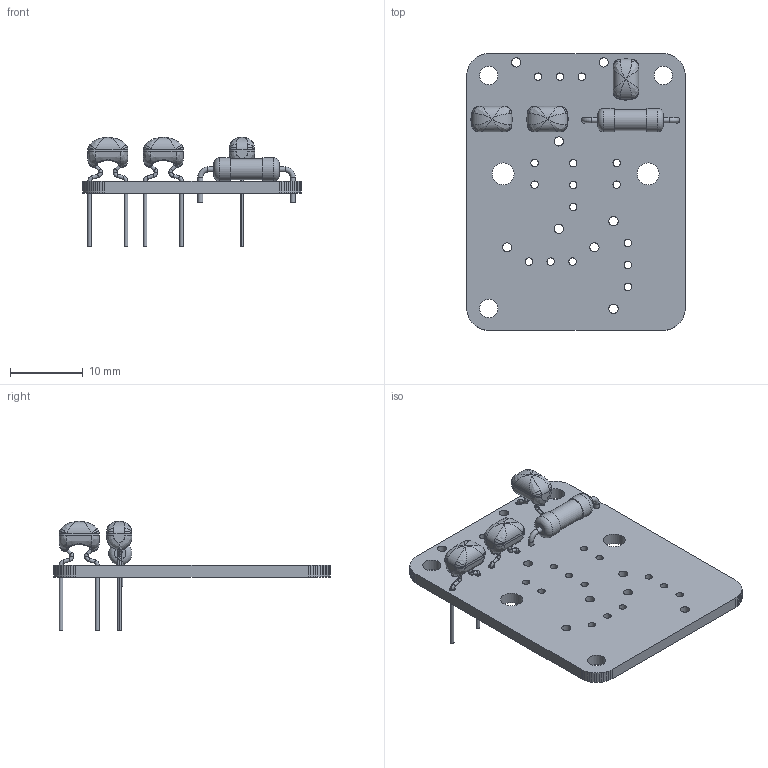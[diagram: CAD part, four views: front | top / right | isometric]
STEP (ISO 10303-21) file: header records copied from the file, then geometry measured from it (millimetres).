
FILE_DESCRIPTION(('KiCad electronic assembly'),'2;1');
FILE_NAME('EQModule.step','2024-07-18T01:32:32',('Pcbnew'),('Kicad'), 'Open CASCADE STEP processor 7.7','KiCad to STEP converter','Unknown' );
FILE_SCHEMA(('AUTOMOTIVE_DESIGN { 1 0 10303 214 1 1 1 1 }'));
Length unit declared in the file: millimetre
Products named in the file (6): EQModule 1; R_Axial_DIN0309_L9.0mm_D3.2mm_P12.70mm_Horizontal; R_Axial_DIN0309_L90mm_D32mm_P1270mm_Horizontal; FG26C0G2J102JNT06; FG26X7S2A225KRT06; EQModule PCB
Assembly tree (7 placements, depth 3):
  EQModule 1
    R_Axial_DIN0309_L9.0mm_D3.2mm_P12.70mm_Horizontal
      R_Axial_DIN0309_L90mm_D32mm_P1270mm_Horizontal
    FG26C0G2J102JNT06  x3
      FG26X7S2A225KRT06
    EQModule PCB
Bounding box: 30 x 38 x 15 mm (x, y, z)
Volume: 1957.8 mm3; surface area: 3066.3 mm2
Topology: 11 solids, 11 shells, 392 faces, 939 edges, 549 vertices
Faces by surface type: cylinder 122, bspline 108, plane 98, torus 64
Full cylindrical faces by diameter (mm): 0.7 x4, 0.8 x8, 1.02 x16, 1.27 x8, 2.5 x3, 2.88 x1, 3 x2, 3.2 x2
Entity records: 20404 total; most frequent: CARTESIAN_POINT 10219, DIRECTION 1689, ORIENTED_EDGE 1034, PCURVE 1034, DEFINITIONAL_REPRESENTATION 1034, LINE 991, VECTOR 991, EDGE_CURVE 517
